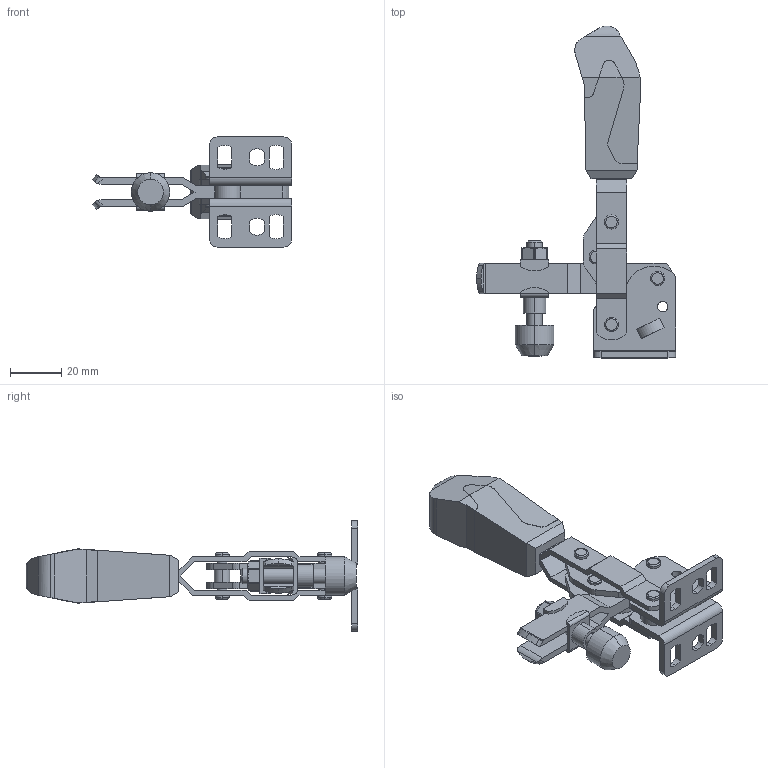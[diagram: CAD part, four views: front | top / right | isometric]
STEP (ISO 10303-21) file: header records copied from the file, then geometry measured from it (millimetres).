
FILE_DESCRIPTION(('STEP AP214'),'1');
FILE_NAME('HALDERN_EH_23330_0003.stp','2019-11-14T12:13:32',('TraceParts'),('TraceParts S.A.'),'Spatial InterOp 3D',' ',' ');
FILE_SCHEMA(('AUTOMOTIVE_DESIGN { 1 0 10303 214 1 1 1 1 }'));
Length unit declared in the file: millimetre
Products named in the file (1): HALDERN_EH_23330_0003_1
Bounding box: 77.69 x 129.5 x 43 mm (x, y, z)
Volume: 42917 mm3; surface area: 25180.6 mm2
Topology: 7 solids, 8 shells, 394 faces, 1018 edges, 666 vertices
Faces by surface type: plane 179, cylinder 175, bspline 20, cone 20
Entity records: 15721 total; most frequent: CARTESIAN_POINT 2763, ORIENTED_EDGE 2036, DIRECTION 2034, EDGE_CURVE 1018, AXIS2_PLACEMENT_3D 725, VERTEX_POINT 666, LINE 584, VECTOR 584
